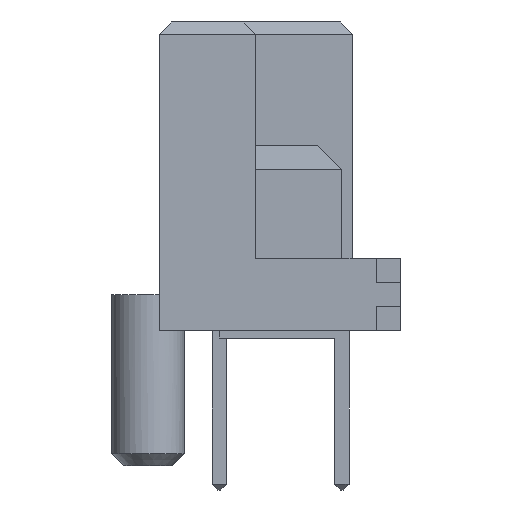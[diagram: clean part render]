
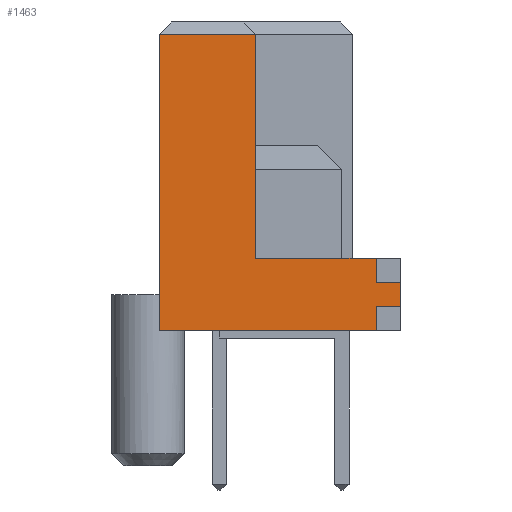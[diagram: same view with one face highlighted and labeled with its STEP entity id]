
A CAD part, front view. The second image highlights one B-rep face of the part: STEP entity #1463.
In plain terms, the highlighted planar face has unit normal (0, -1, 0).
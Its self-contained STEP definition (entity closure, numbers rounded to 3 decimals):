
#13=DIRECTION('',(0.,0.,1.));
#27=VECTOR('',#13,1.);
#30=VERTEX_POINT('',#31);
#31=CARTESIAN_POINT('',(3.25,-24.115,0.5));
#36=EDGE_CURVE('',#37,#30,#39,.T.);
#37=VERTEX_POINT('',#38);
#38=CARTESIAN_POINT('',(3.25,-24.115,0.));
#39=LINE('',#38,#27);
#45=DIRECTION('',(1.,0.,0.));
#59=VECTOR('',#60,1.);
#60=DIRECTION('',(-1.,0.,0.));
#77=VECTOR('',#45,1.);
#95=CARTESIAN_POINT('',(-1.25,-24.115,0.));
#607=EDGE_CURVE('',#37,#608,#609,.T.);
#608=VERTEX_POINT('',#95);
#609=LINE('',#610,#59);
#610=CARTESIAN_POINT('',(3.75,-24.115,0.));
#1452=ORIENTED_EDGE('',*,*,#1453,.T.);
#1453=EDGE_CURVE('',#30,#1454,#1456,.T.);
#1454=VERTEX_POINT('',#1455);
#1455=CARTESIAN_POINT('',(3.75,-24.115,0.5));
#1456=LINE('',#31,#77);
#1463=ADVANCED_FACE('',(#1464),#1504,.T.);
#1464=FACE_BOUND('',#1465,.T.);
#1465=EDGE_LOOP('',(#1466,#1467,#1452,#1468,#1473,#1478,#1483,#1489,#1495,#1501));
#1466=ORIENTED_EDGE('',*,*,#607,.F.);
#1467=ORIENTED_EDGE('',*,*,#36,.T.);
#1468=ORIENTED_EDGE('',*,*,#1469,.T.);
#1469=EDGE_CURVE('',#1454,#1470,#1472,.T.);
#1470=VERTEX_POINT('',#1471);
#1471=CARTESIAN_POINT('',(3.75,-24.115,1.));
#1472=LINE('',#610,#27);
#1473=ORIENTED_EDGE('',*,*,#1474,.F.);
#1474=EDGE_CURVE('',#1475,#1470,#1477,.T.);
#1475=VERTEX_POINT('',#1476);
#1476=CARTESIAN_POINT('',(3.25,-24.115,1.));
#1477=LINE('',#1476,#77);
#1478=ORIENTED_EDGE('',*,*,#1479,.T.);
#1479=EDGE_CURVE('',#1475,#1480,#1482,.T.);
#1480=VERTEX_POINT('',#1481);
#1481=CARTESIAN_POINT('',(3.25,-24.115,1.5));
#1482=LINE('',#1476,#27);
#1483=ORIENTED_EDGE('',*,*,#1484,.T.);
#1484=EDGE_CURVE('',#1480,#1485,#1487,.T.);
#1485=VERTEX_POINT('',#1486);
#1486=CARTESIAN_POINT('',(0.75,-24.115,1.5));
#1487=LINE('',#1488,#59);
#1488=CARTESIAN_POINT('',(3.75,-24.115,1.5));
#1489=ORIENTED_EDGE('',*,*,#1490,.T.);
#1490=EDGE_CURVE('',#1485,#1491,#1493,.T.);
#1491=VERTEX_POINT('',#1492);
#1492=CARTESIAN_POINT('',(0.75,-24.115,6.15));
#1493=LINE('',#1494,#27);
#1494=CARTESIAN_POINT('',(0.75,-24.115,0.));
#1495=ORIENTED_EDGE('',*,*,#1496,.F.);
#1496=EDGE_CURVE('',#1497,#1491,#1499,.T.);
#1497=VERTEX_POINT('',#1498);
#1498=CARTESIAN_POINT('',(-1.25,-24.115,6.15));
#1499=LINE('',#1500,#77);
#1500=CARTESIAN_POINT('',(-1.,-24.115,6.15));
#1501=ORIENTED_EDGE('',*,*,#1502,.F.);
#1502=EDGE_CURVE('',#608,#1497,#1503,.T.);
#1503=LINE('',#95,#27);
#1504=PLANE('',#1505);
#1505=AXIS2_PLACEMENT_3D('',#1506,#1507,#1508);
#1506=CARTESIAN_POINT('',(0.602,-24.115,2.449));
#1507=DIRECTION('',(0.,-1.,0.));
#1508=DIRECTION('',(-1.,0.,0.));
